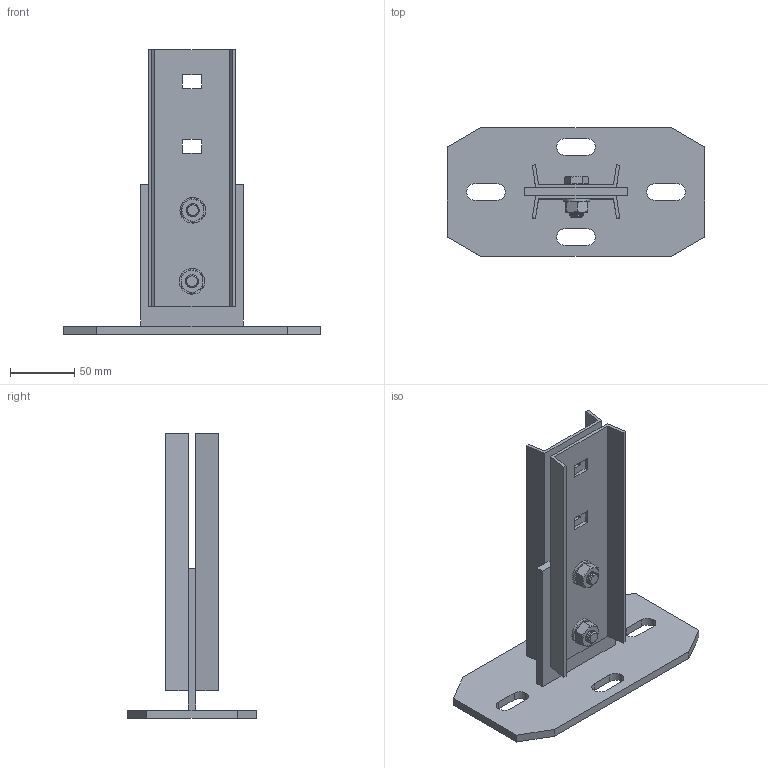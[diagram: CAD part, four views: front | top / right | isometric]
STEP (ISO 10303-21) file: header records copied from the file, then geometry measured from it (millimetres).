
FILE_DESCRIPTION((''),'2;1');
FILE_NAME('6348106_ASM','2012-07-24T',('AndreasKeweloh'),(''),'PRO/ENGINEER BY PARAMETRIC TECHNOLOGY CORPORATION, 2012130','PRO/ENGINEER BY PARAMETRIC TECHNOLOGY CORPORATION, 2012130','');
FILE_SCHEMA(('CONFIG_CONTROL_DESIGN'));
Length unit declared in the file: millimetre
Products named in the file (7): 6348106_1; 6348106_2; 6348106_HEXAGON; 6348106_SCHEIBE; 6348106_ISO_4017; 6348106_3; 6348106_ASM
Assembly tree (10 placements, depth 2):
  6348106_ASM
    6348106_1
    6348106_2  x2
    6348106_HEXAGON  x2
    6348106_SCHEIBE  x2
    6348106_ISO_4017  x2
    6348106_3
Bounding box: 200 x 100 x 221.29 mm (x, y, z)
Volume: 263902.6 mm3; surface area: 144094.6 mm2
Topology: 10 solids, 10 shells, 431 faces, 1094 edges, 685 vertices
Faces by surface type: cone 176, cylinder 135, plane 116, torus 4
Entity records: 7694 total; most frequent: CARTESIAN_POINT 1472, DIRECTION 1374, ORIENTED_EDGE 1226, EDGE_CURVE 613, AXIS2_PLACEMENT_3D 541, VERTEX_POINT 387, VECTOR 292, LINE 292
